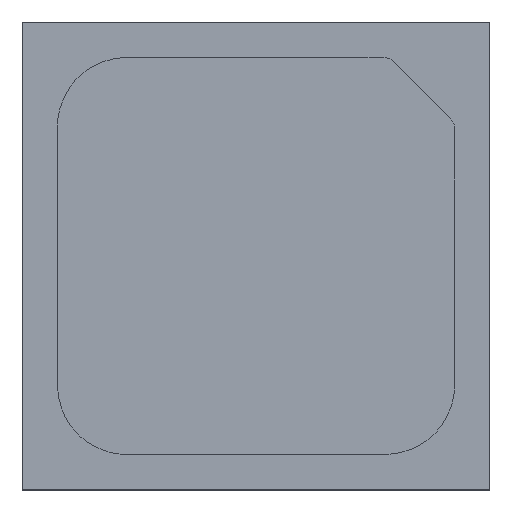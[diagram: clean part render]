
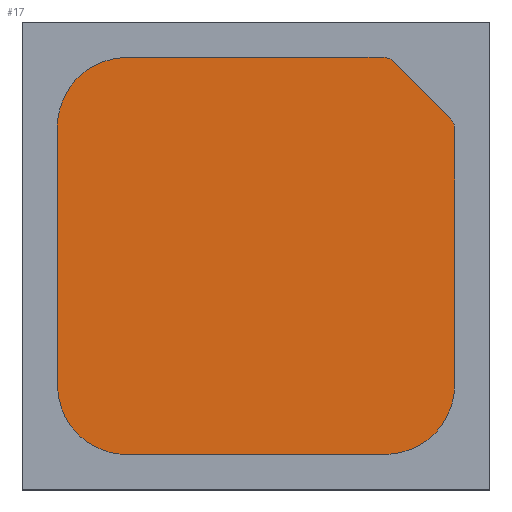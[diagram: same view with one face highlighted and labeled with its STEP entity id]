
A CAD part, top view. The second image highlights one B-rep face of the part: STEP entity #17.
In plain terms, the highlighted planar face has unit normal (0, 0, 1).
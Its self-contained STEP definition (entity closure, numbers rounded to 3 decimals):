
#17 = ADVANCED_FACE('',(#18),#129,.T.);
#18 = FACE_BOUND('',#19,.T.);
#19 = EDGE_LOOP('',(#20,#39,#47,#64,#72,#81,#89,#98,#106,#123));
#20 = ORIENTED_EDGE('',*,*,#21,.T.);
#21 = EDGE_CURVE('',#22,#24,#26,.T.);
#22 = VERTEX_POINT('',#23);
#23 = CARTESIAN_POINT('',(-1.275,-0.811,0.6));
#24 = VERTEX_POINT('',#25);
#25 = CARTESIAN_POINT('',(-0.811,-1.275,0.6));
#26 = B_SPLINE_CURVE_WITH_KNOTS('',3,(#27,#28,#29,#30,#31,#32,#33,#34,
    #35,#36,#37,#38),.UNSPECIFIED.,.F.,.F.,(4,2,2,2,2,4),(0.,0.25,0.5,
    0.75,0.875,1.),.UNSPECIFIED.);
#27 = CARTESIAN_POINT('',(-1.275,-0.811,0.6));
#28 = CARTESIAN_POINT('',(-1.274,-0.878,0.6));
#29 = CARTESIAN_POINT('',(-1.263,-0.939,0.6));
#30 = CARTESIAN_POINT('',(-1.219,-1.049,0.6));
#31 = CARTESIAN_POINT('',(-1.185,-1.1,0.6));
#32 = CARTESIAN_POINT('',(-1.101,-1.186,0.6));
#33 = CARTESIAN_POINT('',(-1.05,-1.219,0.6));
#34 = CARTESIAN_POINT('',(-0.961,-1.254,0.6));
#35 = CARTESIAN_POINT('',(-0.934,-1.261,0.6));
#36 = CARTESIAN_POINT('',(-0.876,-1.272,0.6));
#37 = CARTESIAN_POINT('',(-0.845,-1.274,0.6));
#38 = CARTESIAN_POINT('',(-0.811,-1.275,0.6));
#39 = ORIENTED_EDGE('',*,*,#40,.T.);
#40 = EDGE_CURVE('',#24,#41,#43,.T.);
#41 = VERTEX_POINT('',#42);
#42 = CARTESIAN_POINT('',(0.811,-1.275,0.6));
#43 = LINE('',#44,#45);
#44 = CARTESIAN_POINT('',(-0.811,-1.275,0.6));
#45 = VECTOR('',#46,1.);
#46 = DIRECTION('',(1.,0.,0.));
#47 = ORIENTED_EDGE('',*,*,#48,.T.);
#48 = EDGE_CURVE('',#41,#49,#51,.T.);
#49 = VERTEX_POINT('',#50);
#50 = CARTESIAN_POINT('',(1.275,-0.811,0.6));
#51 = B_SPLINE_CURVE_WITH_KNOTS('',3,(#52,#53,#54,#55,#56,#57,#58,#59,
    #60,#61,#62,#63),.UNSPECIFIED.,.F.,.F.,(4,2,2,2,2,4),(0.,0.25,0.5,
    0.75,0.875,1.),.UNSPECIFIED.);
#52 = CARTESIAN_POINT('',(0.811,-1.275,0.6));
#53 = CARTESIAN_POINT('',(0.878,-1.274,0.6));
#54 = CARTESIAN_POINT('',(0.939,-1.262,0.6));
#55 = CARTESIAN_POINT('',(1.05,-1.218,0.6));
#56 = CARTESIAN_POINT('',(1.1,-1.185,0.6));
#57 = CARTESIAN_POINT('',(1.186,-1.101,0.6));
#58 = CARTESIAN_POINT('',(1.219,-1.05,0.6));
#59 = CARTESIAN_POINT('',(1.254,-0.961,0.6));
#60 = CARTESIAN_POINT('',(1.261,-0.934,0.6));
#61 = CARTESIAN_POINT('',(1.272,-0.876,0.6));
#62 = CARTESIAN_POINT('',(1.275,-0.845,0.6));
#63 = CARTESIAN_POINT('',(1.275,-0.811,0.6));
#64 = ORIENTED_EDGE('',*,*,#65,.T.);
#65 = EDGE_CURVE('',#49,#66,#68,.T.);
#66 = VERTEX_POINT('',#67);
#67 = CARTESIAN_POINT('',(1.275,0.815,0.6));
#68 = LINE('',#69,#70);
#69 = CARTESIAN_POINT('',(1.275,0.,0.6));
#70 = VECTOR('',#71,1.);
#71 = DIRECTION('',(0.,1.,0.));
#72 = ORIENTED_EDGE('',*,*,#73,.T.);
#73 = EDGE_CURVE('',#66,#74,#76,.T.);
#74 = VERTEX_POINT('',#75);
#75 = CARTESIAN_POINT('',(1.248,0.88,0.6));
#76 = B_SPLINE_CURVE_WITH_KNOTS('',3,(#77,#78,#79,#80),.UNSPECIFIED.,.F.
  ,.F.,(4,4),(0.,1.),.PIECEWISE_BEZIER_KNOTS.);
#77 = CARTESIAN_POINT('',(1.275,0.815,0.6));
#78 = CARTESIAN_POINT('',(1.274,0.84,0.6));
#79 = CARTESIAN_POINT('',(1.265,0.862,0.6));
#80 = CARTESIAN_POINT('',(1.248,0.88,0.6));
#81 = ORIENTED_EDGE('',*,*,#82,.T.);
#82 = EDGE_CURVE('',#74,#83,#85,.T.);
#83 = VERTEX_POINT('',#84);
#84 = CARTESIAN_POINT('',(0.88,1.248,0.6));
#85 = LINE('',#86,#87);
#86 = CARTESIAN_POINT('',(1.248,0.88,0.6));
#87 = VECTOR('',#88,1.);
#88 = DIRECTION('',(-0.707,0.707,0.));
#89 = ORIENTED_EDGE('',*,*,#90,.T.);
#90 = EDGE_CURVE('',#83,#91,#93,.T.);
#91 = VERTEX_POINT('',#92);
#92 = CARTESIAN_POINT('',(0.815,1.275,0.6));
#93 = B_SPLINE_CURVE_WITH_KNOTS('',3,(#94,#95,#96,#97),.UNSPECIFIED.,.F.
  ,.F.,(4,4),(0.,1.),.PIECEWISE_BEZIER_KNOTS.);
#94 = CARTESIAN_POINT('',(0.88,1.248,0.6));
#95 = CARTESIAN_POINT('',(0.862,1.265,0.6));
#96 = CARTESIAN_POINT('',(0.84,1.274,0.6));
#97 = CARTESIAN_POINT('',(0.815,1.275,0.6));
#98 = ORIENTED_EDGE('',*,*,#99,.T.);
#99 = EDGE_CURVE('',#91,#100,#102,.T.);
#100 = VERTEX_POINT('',#101);
#101 = CARTESIAN_POINT('',(-0.811,1.275,0.6));
#102 = LINE('',#103,#104);
#103 = CARTESIAN_POINT('',(0.,1.275,0.6));
#104 = VECTOR('',#105,1.);
#105 = DIRECTION('',(-1.,0.,0.));
#106 = ORIENTED_EDGE('',*,*,#107,.T.);
#107 = EDGE_CURVE('',#100,#108,#110,.T.);
#108 = VERTEX_POINT('',#109);
#109 = CARTESIAN_POINT('',(-1.275,0.811,0.6));
#110 = B_SPLINE_CURVE_WITH_KNOTS('',3,(#111,#112,#113,#114,#115,#116,
    #117,#118,#119,#120,#121,#122),.UNSPECIFIED.,.F.,.F.,(4,2,2,2,2,4),(
    0.,0.25,0.5,0.75,0.875,1.),.UNSPECIFIED.);
#111 = CARTESIAN_POINT('',(-0.811,1.275,0.6));
#112 = CARTESIAN_POINT('',(-0.878,1.274,0.6));
#113 = CARTESIAN_POINT('',(-0.939,1.262,0.6));
#114 = CARTESIAN_POINT('',(-1.05,1.218,0.6));
#115 = CARTESIAN_POINT('',(-1.1,1.185,0.6));
#116 = CARTESIAN_POINT('',(-1.186,1.101,0.6));
#117 = CARTESIAN_POINT('',(-1.219,1.05,0.6));
#118 = CARTESIAN_POINT('',(-1.253,0.961,0.6));
#119 = CARTESIAN_POINT('',(-1.261,0.934,0.6));
#120 = CARTESIAN_POINT('',(-1.271,0.876,0.6));
#121 = CARTESIAN_POINT('',(-1.274,0.845,0.6));
#122 = CARTESIAN_POINT('',(-1.275,0.811,0.6));
#123 = ORIENTED_EDGE('',*,*,#124,.T.);
#124 = EDGE_CURVE('',#108,#22,#125,.T.);
#125 = LINE('',#126,#127);
#126 = CARTESIAN_POINT('',(-1.275,0.811,0.6));
#127 = VECTOR('',#128,1.);
#128 = DIRECTION('',(0.,-1.,0.));
#129 = PLANE('',#130);
#130 = AXIS2_PLACEMENT_3D('',#131,#132,#133);
#131 = CARTESIAN_POINT('',(0.,0.,0.6));
#132 = DIRECTION('',(0.,0.,1.));
#133 = DIRECTION('',(1.,0.,0.));
